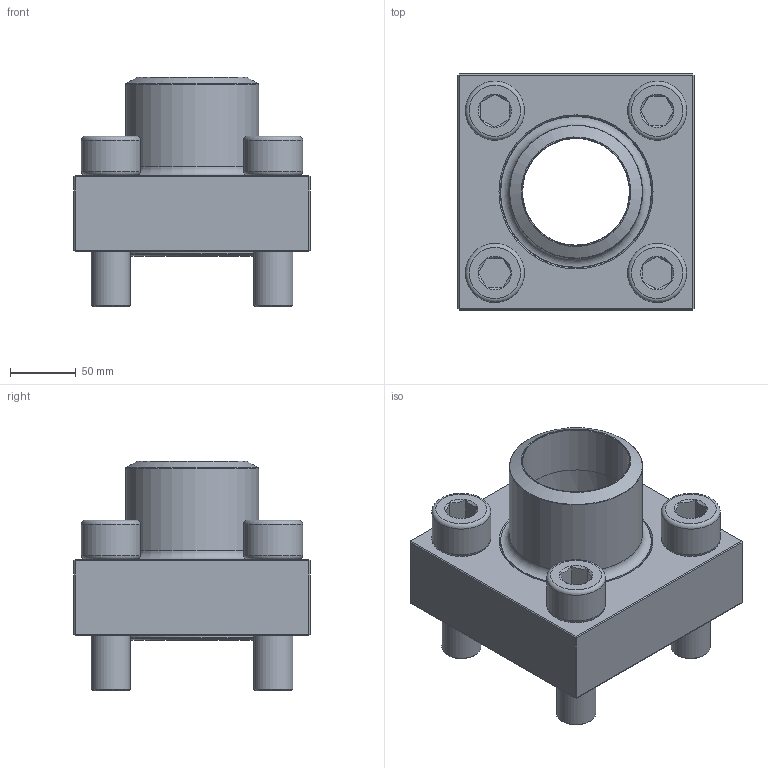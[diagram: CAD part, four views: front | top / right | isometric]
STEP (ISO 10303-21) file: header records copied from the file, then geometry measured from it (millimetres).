
FILE_DESCRIPTION(/* description */ (''),/* implementation_level */ '2;1');
FILE_NAME(/* name */ 'FA080-202.stp',/* time_stamp */ '2023-05-03T09:46:28+02:00',/* author */ (''),/* organization */ (''),/* preprocessor_version */ 'ST-DEVELOPER v16',/* originating_system */ 'SIEMENS PLM Software NX 10.0',/* authorisation */ '');
FILE_SCHEMA (('AUTOMOTIVE_DESIGN { 1 0 10303 214 3 1 1 1 }'));
Length unit declared in the file: millimetre
Products named in the file (5): X-O; X-FA; X-Schraube; X-FKV; FA
Assembly tree (7 placements, depth 2):
  FA
    X-FKV
    X-Schraube  x4
    X-FA
    X-O
Bounding box: 180 x 180 x 175 mm (x, y, z)
Volume: 2044211.7 mm3; surface area: 299370.2 mm2
Topology: 7 solids, 7 shells, 155 faces, 293 edges, 162 vertices
Faces by surface type: plane 72, cone 45, cylinder 25, torus 13
Full cylindrical faces by diameter (mm): 25.403 x4, 30 x4, 31 x4, 45 x4, 81.6 x1, 84 x1, 92.5 x1, 101.6 x1, 104.226 x1, 115 x1, 115.5 x1, 135 x1, 136 x1
Entity records: 2125 total; most frequent: DIRECTION 372, CARTESIAN_POINT 342, ORIENTED_EDGE 250, AXIS2_PLACEMENT_3D 156, EDGE_LOOP 146, EDGE_CURVE 125, FACE_BOUND 109, VERTEX_POINT 90
